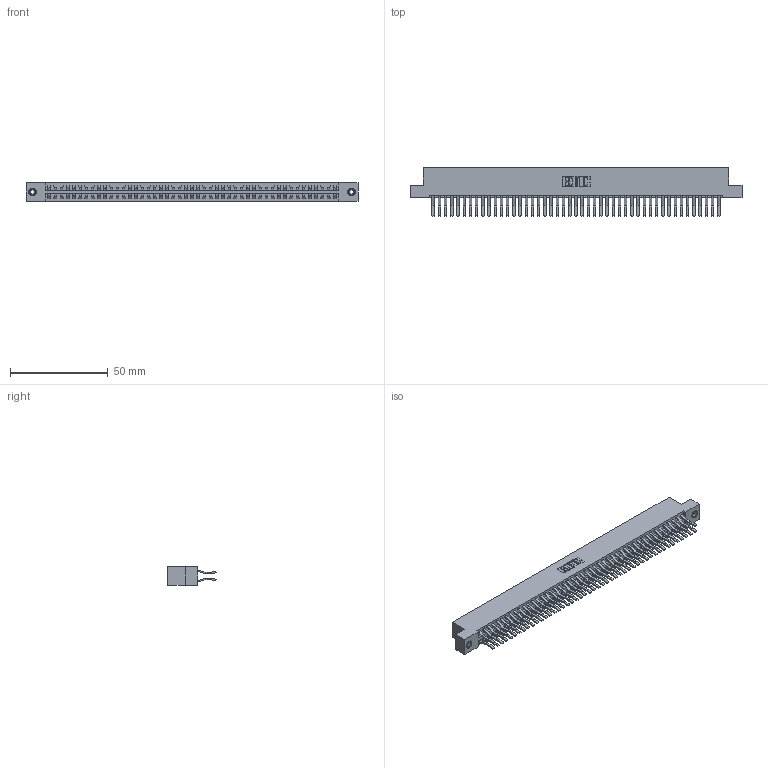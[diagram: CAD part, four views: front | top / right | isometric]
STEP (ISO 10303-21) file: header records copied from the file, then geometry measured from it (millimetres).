
FILE_DESCRIPTION (( 'STEP AP203' ), '1' );
FILE_NAME ('396-094-560-208.STEP', '2019-10-31T03:43:52', ( '' ), ( '' ), 'SwSTEP 2.0', 'SolidWorks 2016', '' );
FILE_SCHEMA (( 'CONFIG_CONTROL_DESIGN' ));
Length unit declared in the file: inch
Products named in the file (4): 345-250-001_345-250-003-102; 396-094-560-208; 346 Part_Flush Mounting Lugs - 0.156 Dia-TI; 345-292-001_560 Tail
Assembly tree (97 placements, depth 2):
  396-094-560-208
    346 Part_Flush Mounting Lugs - 0.156 Dia-TI
    345-292-001_560 Tail  x94
    345-250-001_345-250-003-102  x2
Bounding box: 169.8 x 24.78 x 9.4 mm (x, y, z)
Volume: 17206 mm3; surface area: 25393.2 mm2
Topology: 97 solids, 97 shells, 5258 faces, 15599 edges, 10266 vertices
Faces by surface type: plane 3398, cylinder 1844, cone 12, torus 4
Entity records: 31274 total; most frequent: CARTESIAN_POINT 5131, ORIENTED_EDGE 5058, DIRECTION 4603, EDGE_CURVE 2529, VECTOR 2185, LINE 2185, VERTEX_POINT 1680, AXIS2_PLACEMENT_3D 1209
